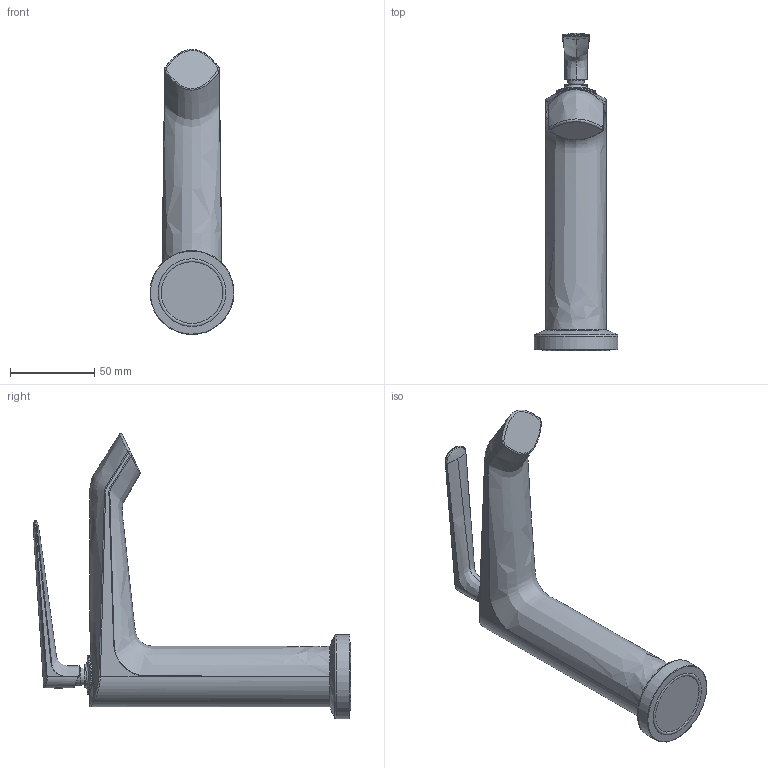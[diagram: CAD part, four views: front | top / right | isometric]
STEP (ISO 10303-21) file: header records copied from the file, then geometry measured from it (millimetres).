
FILE_DESCRIPTION(/* description */ (''),/* implementation_level */ '2;1');
FILE_NAME(/* name */ 'VYS01 3D.stp',/* time_stamp */ '2017-01-03T16:50:35-05:00',/* author */ ('simonb'),/* organization */ (''),/* preprocessor_version */ 'ST-DEVELOPER v15.6',/* originating_system */ 'Autodesk Inventor 2015',/* authorisation */ '');
FILE_SCHEMA (('AUTOMOTIVE_DESIGN { 1 0 10303 214 3 1 1 }'));
Length unit declared in the file: millimetre
Products named in the file (1): VYS01 3D
Bounding box: 49.97 x 188.69 x 169.69 mm (x, y, z)
Volume: 197083.1 mm3; surface area: 50493.1 mm2
Topology: 2 solids, 3 shells, 157 faces, 361 edges, 218 vertices
Faces by surface type: bspline 74, cylinder 35, plane 25, torus 9, cone 9, sphere 5
Full cylindrical faces by diameter (mm): 6 x1, 10.25 x1, 10.7 x1, 23.25 x1, 27.6 x1, 30.6 x3, 31 x1, 32 x1, 50 x1
Entity records: 9699 total; most frequent: CARTESIAN_POINT 6675, ORIENTED_EDGE 658, DIRECTION 399, EDGE_CURVE 329, VERTEX_POINT 208, B_SPLINE_CURVE_WITH_KNOTS 199, EDGE_LOOP 191, AXIS2_PLACEMENT_3D 186
